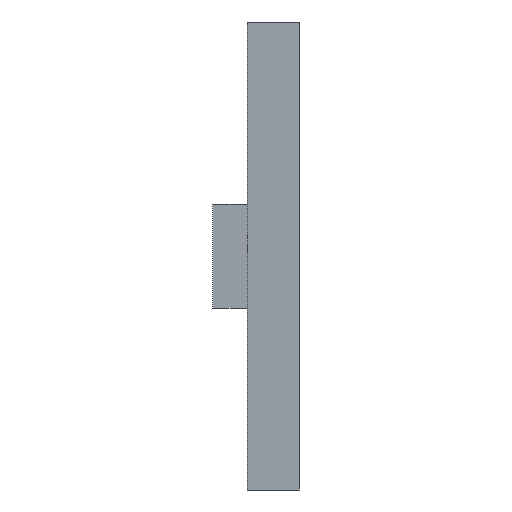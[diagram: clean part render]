
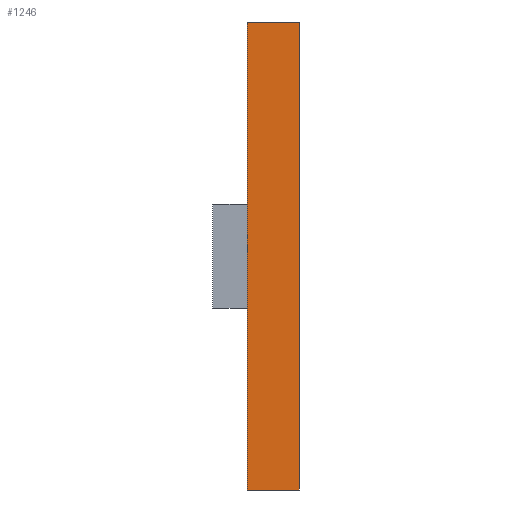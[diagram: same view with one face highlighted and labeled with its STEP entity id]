
A CAD part, left-side view. The second image highlights one B-rep face of the part: STEP entity #1246.
In plain terms, the highlighted planar face has unit normal (-1, 0, 0).
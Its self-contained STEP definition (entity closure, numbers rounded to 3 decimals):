
#520 = VERTEX_POINT('',#521);
#521 = CARTESIAN_POINT('',(-9.25,1.5,-6.75));
#527 = EDGE_CURVE('',#520,#528,#530,.T.);
#528 = VERTEX_POINT('',#529);
#529 = CARTESIAN_POINT('',(-9.25,1.5,6.75));
#530 = LINE('',#531,#532);
#531 = CARTESIAN_POINT('',(-9.25,1.5,6.75));
#532 = VECTOR('',#533,1.);
#533 = DIRECTION('',(0.,0.,1.));
#1142 = VERTEX_POINT('',#1143);
#1143 = CARTESIAN_POINT('',(-9.25,0.,6.75));
#1149 = EDGE_CURVE('',#1150,#1142,#1152,.T.);
#1150 = VERTEX_POINT('',#1151);
#1151 = CARTESIAN_POINT('',(-9.25,0.,-6.75));
#1152 = LINE('',#1153,#1154);
#1153 = CARTESIAN_POINT('',(-9.25,0.,6.75));
#1154 = VECTOR('',#1155,1.);
#1155 = DIRECTION('',(0.,0.,1.));
#1234 = EDGE_CURVE('',#520,#1150,#1235,.T.);
#1235 = LINE('',#1236,#1237);
#1236 = CARTESIAN_POINT('',(-9.25,1.5,-6.75));
#1237 = VECTOR('',#1238,1.);
#1238 = DIRECTION('',(0.,-1.,0.));
#1246 = ADVANCED_FACE('',(#1247),#1258,.F.);
#1247 = FACE_BOUND('',#1248,.T.);
#1248 = EDGE_LOOP('',(#1249,#1250,#1256,#1257));
#1249 = ORIENTED_EDGE('',*,*,#1149,.T.);
#1250 = ORIENTED_EDGE('',*,*,#1251,.F.);
#1251 = EDGE_CURVE('',#528,#1142,#1252,.T.);
#1252 = LINE('',#1253,#1254);
#1253 = CARTESIAN_POINT('',(-9.25,1.5,6.75));
#1254 = VECTOR('',#1255,1.);
#1255 = DIRECTION('',(0.,-1.,0.));
#1256 = ORIENTED_EDGE('',*,*,#527,.F.);
#1257 = ORIENTED_EDGE('',*,*,#1234,.T.);
#1258 = PLANE('',#1259);
#1259 = AXIS2_PLACEMENT_3D('',#1260,#1261,#1262);
#1260 = CARTESIAN_POINT('',(-9.25,1.5,6.75));
#1261 = DIRECTION('',(1.,0.,0.));
#1262 = DIRECTION('',(0.,0.,-1.));
